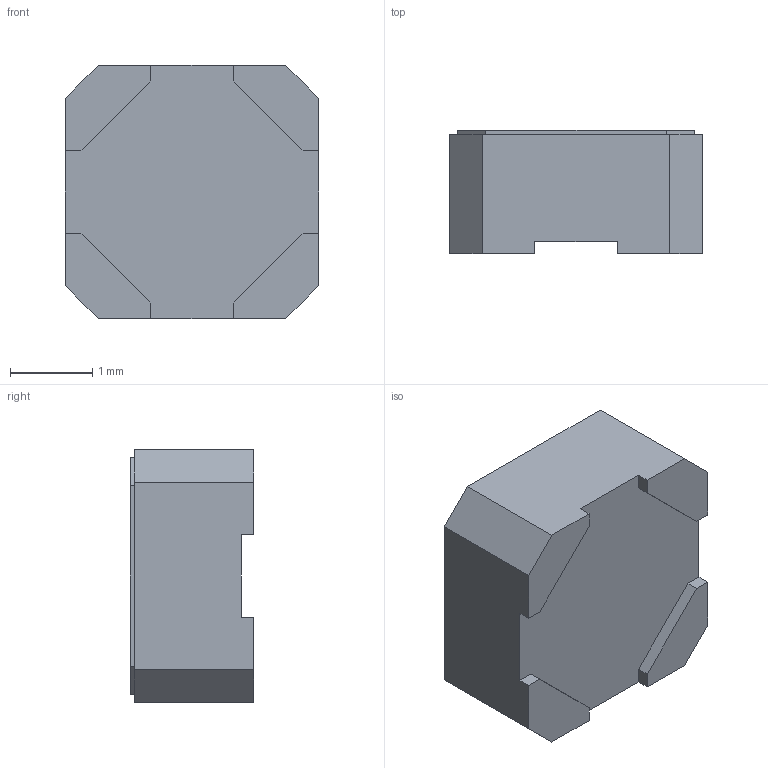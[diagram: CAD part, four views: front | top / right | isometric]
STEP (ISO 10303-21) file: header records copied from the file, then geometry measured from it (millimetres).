
FILE_DESCRIPTION (( 'STEP AP214' ), '1' );
FILE_NAME ('Coilcraft-LPD3015.STEP', '2019-01-02T22:14:06', ( '' ), ( '' ), 'SwSTEP 2.0', 'SolidWorks 2018', '' );
FILE_SCHEMA (( 'AUTOMOTIVE_DESIGN' ));
Length unit declared in the file: millimetre
Products named in the file (1): Coilcraft-LPD3015
Bounding box: 3.08 x 1.5 x 3.08 mm (x, y, z)
Volume: 12.7 mm3; surface area: 35.7 mm2
Topology: 1 solids, 1 shells, 100 faces, 250 edges, 159 vertices
Faces by surface type: plane 63, bspline 35, cylinder 2
Entity records: 4251 total; most frequent: CARTESIAN_POINT 1693, ORIENTED_EDGE 500, DIRECTION 316, EDGE_CURVE 250, VECTOR 176, LINE 176, VERTEX_POINT 159, EDGE_LOOP 107
